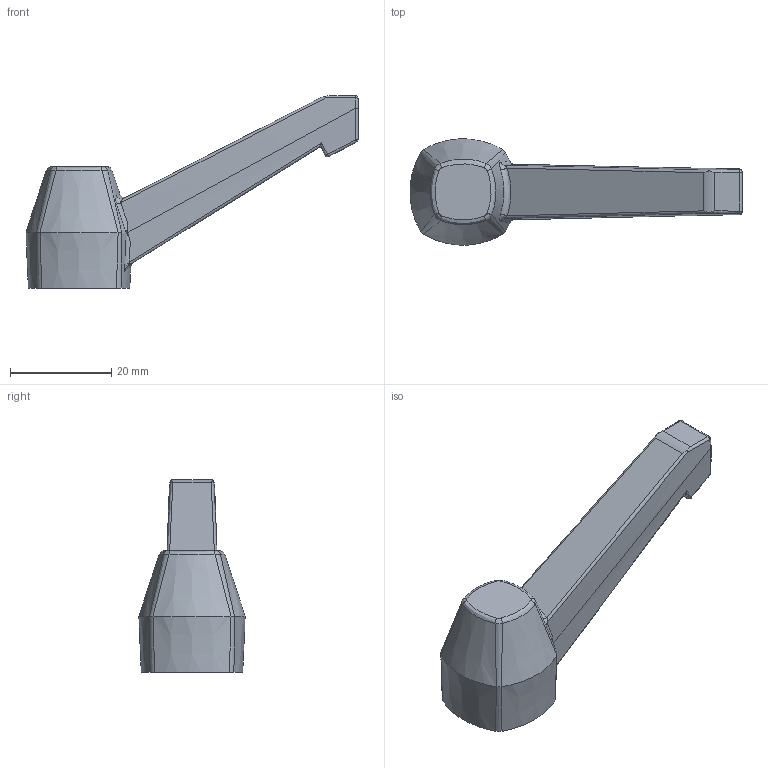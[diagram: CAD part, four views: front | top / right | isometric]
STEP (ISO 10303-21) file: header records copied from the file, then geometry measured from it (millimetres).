
FILE_DESCRIPTION( ( 'Unknown' ), '1' );
FILE_NAME( '7311005_MAB55_C_M06.stp', 'Unknown', ( 'Unknown' ), ( 'Unknown' ), 'PSStep 14.0', 'Unknown', ' ' );
FILE_SCHEMA( ( 'AUTOMOTIVE_DESIGN { 1 0 10303 214 1 1 1 1 }' ) );
Length unit declared in the file: millimetre
Products named in the file (1): 1
Bounding box: 65.47 x 20.93 x 38 mm (x, y, z)
Volume: 11069.5 mm3; surface area: 4619.6 mm2
Topology: 1 solids, 1 shells, 123 faces, 308 edges, 170 vertices
Faces by surface type: bspline 71, cylinder 25, plane 14, sphere 11, cone 2
Full cylindrical faces by diameter (mm): 4.917 x2
Entity records: 9447 total; most frequent: CARTESIAN_POINT 6176, ORIENTED_EDGE 560, DIRECTION 344, EDGE_CURVE 280, VERTEX_POINT 164, AXIS2_PLACEMENT_3D 149, B_SPLINE_CURVE_WITH_KNOTS 138, EDGE_LOOP 127
